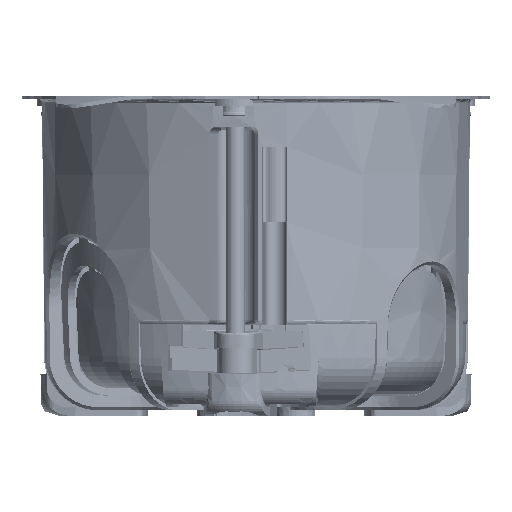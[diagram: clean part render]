
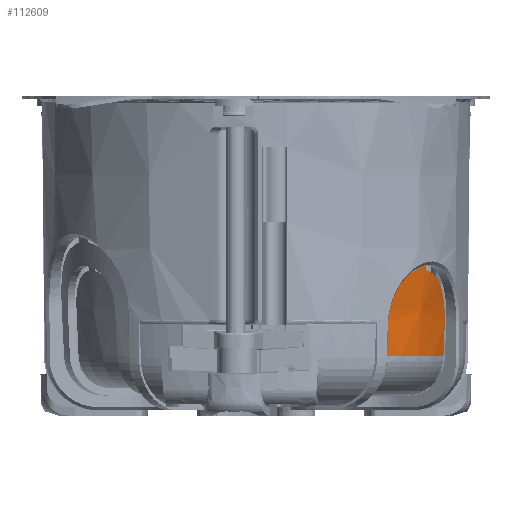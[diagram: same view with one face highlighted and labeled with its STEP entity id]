
A CAD part, left-side view. The second image highlights one B-rep face of the part: STEP entity #112609.
In plain terms, the highlighted conical face has half-angle 3 degrees and reference radius 30.941 mm.
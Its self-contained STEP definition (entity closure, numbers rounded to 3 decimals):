
#112289=AXIS2_PLACEMENT_3D('Circle Axis2P3D',#112287,#112288,$) ;
#112549=AXIS2_PLACEMENT_3D('Cone Axis2P3D',#112546,#112547,#112548) ;
#82009=CARTESIAN_POINT('Vertex',(-18.465,-25.765,-26.092)) ;
#82013=CARTESIAN_POINT('Control Point',(-16.972,-26.772,-26.092)) ;
#82014=CARTESIAN_POINT('Control Point',(-17.48,-26.453,-26.036)) ;
#82015=CARTESIAN_POINT('Control Point',(-17.979,-26.117,-26.036)) ;
#82016=CARTESIAN_POINT('Control Point',(-18.465,-25.765,-26.092)) ;
#82017=CARTESIAN_POINT('Vertex',(-16.972,-26.772,-26.092)) ;
#112217=CARTESIAN_POINT('Vertex',(-23.973,-19.562,-40.54)) ;
#112221=CARTESIAN_POINT('Control Point',(-23.973,-19.562,-40.54)) ;
#112222=CARTESIAN_POINT('Control Point',(-23.992,-19.621,-39.541)) ;
#112223=CARTESIAN_POINT('Control Point',(-24.011,-19.681,-38.542)) ;
#112224=CARTESIAN_POINT('Control Point',(-24.03,-19.74,-37.543)) ;
#112225=CARTESIAN_POINT('Control Point',(-24.049,-19.799,-36.545)) ;
#112226=CARTESIAN_POINT('Control Point',(-24.068,-19.859,-35.546)) ;
#112227=CARTESIAN_POINT('Vertex',(-24.068,-19.859,-35.546)) ;
#112287=CARTESIAN_POINT('Axis2P3D Location',(0.,0.,-40.54)) ;
#112291=CARTESIAN_POINT('Vertex',(-9.157,-29.555,-40.54)) ;
#112320=CARTESIAN_POINT('Vertex',(-9.396,-29.755,-35.546)) ;
#112324=CARTESIAN_POINT('Control Point',(-9.157,-29.555,-40.54)) ;
#112325=CARTESIAN_POINT('Control Point',(-9.205,-29.595,-39.541)) ;
#112326=CARTESIAN_POINT('Control Point',(-9.253,-29.635,-38.542)) ;
#112327=CARTESIAN_POINT('Control Point',(-9.301,-29.675,-37.543)) ;
#112328=CARTESIAN_POINT('Control Point',(-9.349,-29.715,-36.545)) ;
#112329=CARTESIAN_POINT('Control Point',(-9.396,-29.755,-35.546)) ;
#112546=CARTESIAN_POINT('Axis2P3D Location',(0.,0.,-40.54)) ;
#112552=CARTESIAN_POINT('Control Point',(-24.068,-19.859,-35.546)) ;
#112553=CARTESIAN_POINT('Control Point',(-24.075,-19.88,-35.185)) ;
#112554=CARTESIAN_POINT('Control Point',(-24.07,-19.916,-34.828)) ;
#112555=CARTESIAN_POINT('Control Point',(-24.052,-19.966,-34.481)) ;
#112556=CARTESIAN_POINT('Control Point',(-23.985,-20.113,-33.668)) ;
#112557=CARTESIAN_POINT('Control Point',(-23.867,-20.311,-32.95)) ;
#112558=CARTESIAN_POINT('Control Point',(-23.784,-20.44,-32.557)) ;
#112559=CARTESIAN_POINT('Control Point',(-23.497,-20.861,-31.435)) ;
#112560=CARTESIAN_POINT('Control Point',(-23.134,-21.333,-30.558)) ;
#112561=CARTESIAN_POINT('Control Point',(-22.869,-21.656,-30.044)) ;
#112562=CARTESIAN_POINT('Control Point',(-21.957,-22.71,-28.591)) ;
#112563=CARTESIAN_POINT('Control Point',(-20.896,-23.757,-27.708)) ;
#112564=CARTESIAN_POINT('Control Point',(-20.119,-24.449,-27.272)) ;
#112565=CARTESIAN_POINT('Control Point',(-19.3,-25.108,-27.005)) ;
#112566=CARTESIAN_POINT('Control Point',(-18.447,-25.726,-26.897)) ;
#112567=CARTESIAN_POINT('Vertex',(-18.447,-25.726,-26.897)) ;
#112571=CARTESIAN_POINT('Control Point',(-16.943,-26.741,-26.897)) ;
#112572=CARTESIAN_POINT('Control Point',(-16.05,-27.3,-27.005)) ;
#112573=CARTESIAN_POINT('Control Point',(-15.132,-27.813,-27.272)) ;
#112574=CARTESIAN_POINT('Control Point',(-14.2,-28.274,-27.708)) ;
#112575=CARTESIAN_POINT('Control Point',(-12.831,-28.866,-28.59)) ;
#112576=CARTESIAN_POINT('Control Point',(-11.512,-29.316,-30.044)) ;
#112577=CARTESIAN_POINT('Control Point',(-11.113,-29.441,-30.558)) ;
#112578=CARTESIAN_POINT('Control Point',(-10.54,-29.601,-31.435)) ;
#112579=CARTESIAN_POINT('Control Point',(-10.043,-29.709,-32.557)) ;
#112580=CARTESIAN_POINT('Control Point',(-9.892,-29.738,-32.95)) ;
#112581=CARTESIAN_POINT('Control Point',(-9.664,-29.773,-33.668)) ;
#112582=CARTESIAN_POINT('Control Point',(-9.502,-29.78,-34.481)) ;
#112583=CARTESIAN_POINT('Control Point',(-9.449,-29.778,-34.828)) ;
#112584=CARTESIAN_POINT('Control Point',(-9.414,-29.769,-35.185)) ;
#112585=CARTESIAN_POINT('Control Point',(-9.396,-29.755,-35.546)) ;
#112586=CARTESIAN_POINT('Vertex',(-16.943,-26.741,-26.897)) ;
#112590=CARTESIAN_POINT('Control Point',(-16.943,-26.741,-26.897)) ;
#112591=CARTESIAN_POINT('Control Point',(-16.957,-26.757,-26.494)) ;
#112592=CARTESIAN_POINT('Control Point',(-16.972,-26.772,-26.092)) ;
#112595=CARTESIAN_POINT('Control Point',(-18.447,-25.726,-26.897)) ;
#112596=CARTESIAN_POINT('Control Point',(-18.456,-25.746,-26.494)) ;
#112597=CARTESIAN_POINT('Control Point',(-18.465,-25.765,-26.092)) ;
#112288=DIRECTION('Axis2P3D Direction',(0.,0.,1.)) ;
#112547=DIRECTION('Axis2P3D Direction',(0.,0.,1.)) ;
#112548=DIRECTION('Axis2P3D XDirection',(0.479,-0.878,0.)) ;
#112600=ORIENTED_EDGE('',*,*,#112569,.F.) ;
#112601=ORIENTED_EDGE('',*,*,#112229,.F.) ;
#112602=ORIENTED_EDGE('',*,*,#112293,.T.) ;
#112603=ORIENTED_EDGE('',*,*,#112330,.T.) ;
#112604=ORIENTED_EDGE('',*,*,#112588,.F.) ;
#112605=ORIENTED_EDGE('',*,*,#112593,.T.) ;
#112606=ORIENTED_EDGE('',*,*,#82019,.T.) ;
#112607=ORIENTED_EDGE('',*,*,#112598,.F.) ;
#112609=ADVANCED_FACE('0011939\\4 POSTES P50',(#112608),#112550,.T.) ;
#82012=B_SPLINE_CURVE_WITH_KNOTS('',3,(#82013,#82014,#82015,#82016),.UNSPECIFIED.,.F.,.U.,(4,4),(34.821,40.784),.UNSPECIFIED.) ;
#112220=B_SPLINE_CURVE_WITH_KNOTS('',5,(#112221,#112222,#112223,#112224,#112225,#112226),.UNSPECIFIED.,.F.,.U.,(6,6),(0.,7.096),.UNSPECIFIED.) ;
#112323=B_SPLINE_CURVE_WITH_KNOTS('',5,(#112324,#112325,#112326,#112327,#112328,#112329),.UNSPECIFIED.,.F.,.U.,(6,6),(0.,7.096),.UNSPECIFIED.) ;
#112551=B_SPLINE_CURVE_WITH_KNOTS('',5,(#112552,#112553,#112554,#112555,#112556,#112557,#112558,#112559,#112560,#112561,#112562,#112563,#112564,#112565,#112566),.UNSPECIFIED.,.F.,.U.,(6,3,3,3,6),(0.,2.563,6.302,14.136,31.602),.UNSPECIFIED.) ;
#112570=B_SPLINE_CURVE_WITH_KNOTS('',5,(#112571,#112572,#112573,#112574,#112575,#112576,#112577,#112578,#112579,#112580,#112581,#112582,#112583,#112584,#112585),.UNSPECIFIED.,.F.,.U.,(6,3,3,3,6),(37.618,55.085,62.919,66.658,69.221),.UNSPECIFIED.) ;
#112589=B_SPLINE_CURVE_WITH_KNOTS('',2,(#112590,#112591,#112592),.UNSPECIFIED.,.F.,.U.,(3,3),(2.512,3.652),.UNSPECIFIED.) ;
#112594=B_SPLINE_CURVE_WITH_KNOTS('',2,(#112595,#112596,#112597),.UNSPECIFIED.,.F.,.U.,(3,3),(2.512,3.652),.UNSPECIFIED.) ;
#112290=CIRCLE('generated circle',#112289,30.941) ;
#112550=CONICAL_SURFACE('Cone',#112549,30.941,0.052) ;
#82019=EDGE_CURVE('',#82018,#82010,#82012,.T.) ;
#112229=EDGE_CURVE('',#112218,#112228,#112220,.T.) ;
#112293=EDGE_CURVE('',#112218,#112292,#112290,.T.) ;
#112330=EDGE_CURVE('',#112292,#112321,#112323,.T.) ;
#112569=EDGE_CURVE('',#112228,#112568,#112551,.T.) ;
#112588=EDGE_CURVE('',#112587,#112321,#112570,.T.) ;
#112593=EDGE_CURVE('',#112587,#82018,#112589,.T.) ;
#112598=EDGE_CURVE('',#112568,#82010,#112594,.T.) ;
#112599=EDGE_LOOP('',(#112600,#112601,#112602,#112603,#112604,#112605,#112606,#112607)) ;
#112608=FACE_OUTER_BOUND('',#112599,.T.) ;
#82010=VERTEX_POINT('',#82009) ;
#82018=VERTEX_POINT('',#82017) ;
#112218=VERTEX_POINT('',#112217) ;
#112228=VERTEX_POINT('',#112227) ;
#112292=VERTEX_POINT('',#112291) ;
#112321=VERTEX_POINT('',#112320) ;
#112568=VERTEX_POINT('',#112567) ;
#112587=VERTEX_POINT('',#112586) ;
